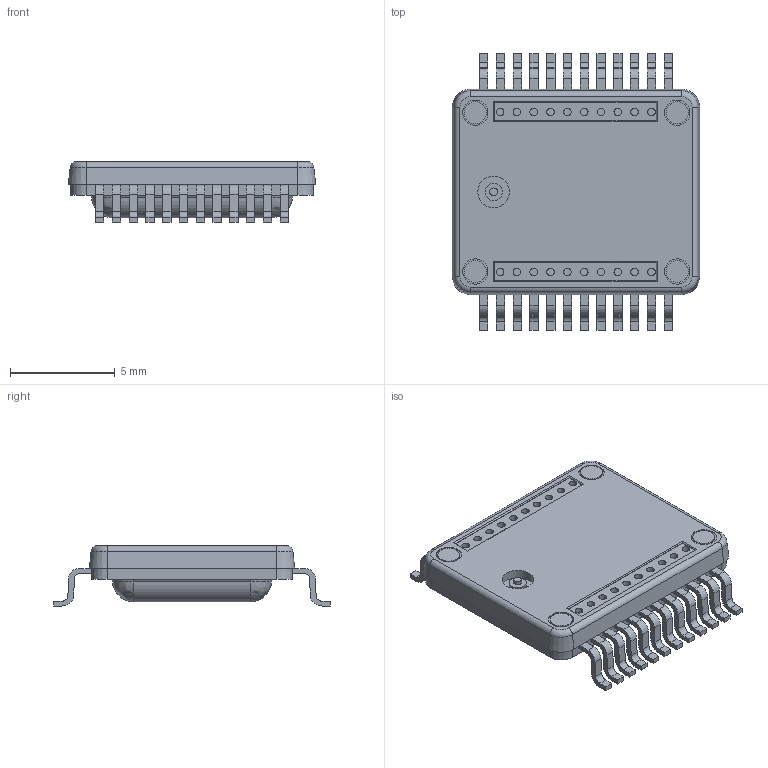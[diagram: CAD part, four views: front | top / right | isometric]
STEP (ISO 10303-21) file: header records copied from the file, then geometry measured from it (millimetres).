
FILE_DESCRIPTION(/* description */ ('Unknown'),/* implementation_level */ '2;1');
FILE_NAME(/* name */ 'SCH16T-K01-1',/* time_stamp */ '2024-05-06T09:25:52+02:00',/* author */ ('Unknown'),/* organization */ ('Unknown'),/* preprocessor_version */ 'ST-DEVELOPER v18.102',/* originating_system */ 'Solid Edge',/* authorisation */ 'Unknown');
FILE_SCHEMA (('AUTOMOTIVE_DESIGN {1 0 10303 214 3 1 1}'));
Length unit declared in the file: millimetre
Products named in the file (1): SCH16T-K01-1
Bounding box: 11.8 x 13.2 x 2.87 mm (x, y, z)
Volume: 252.1 mm3; surface area: 417.1 mm2
Topology: 1 solids, 1 shells, 445 faces, 1131 edges, 744 vertices
Faces by surface type: plane 282, cylinder 143, bspline 8, cone 8, torus 4
Full cylindrical faces by diameter (mm): 0.368 x20, 0.374 x1, 0.822 x1, 1.052 x4, 1.208 x4, 1.511 x1
Entity records: 16422 total; most frequent: CARTESIAN_POINT 2442, DIRECTION 2264, ORIENTED_EDGE 2180, EDGE_CURVE 1090, LINE 776, VECTOR 776, AXIS2_PLACEMENT_3D 744, VERTEX_POINT 738
